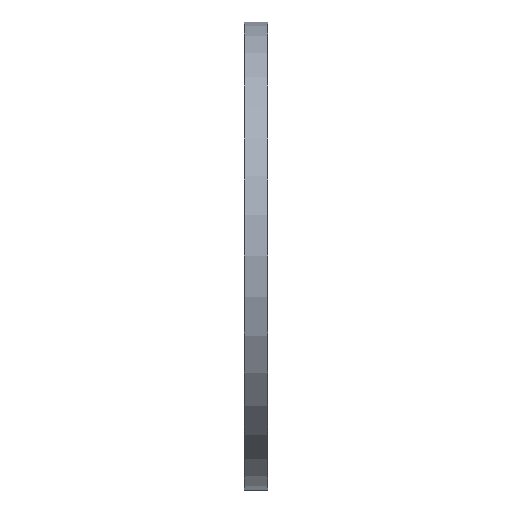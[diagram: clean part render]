
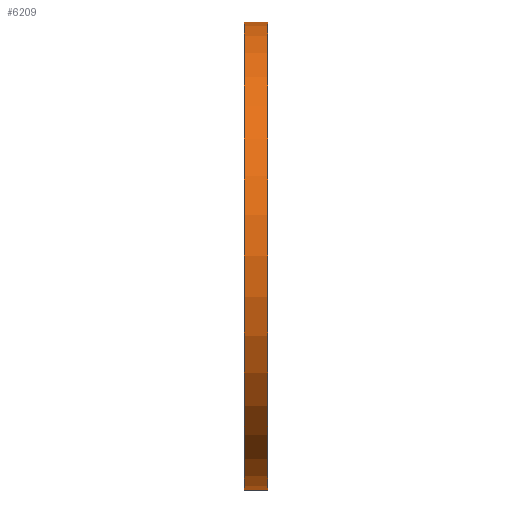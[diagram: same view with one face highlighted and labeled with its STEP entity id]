
A CAD part, left-side view. The second image highlights one B-rep face of the part: STEP entity #6209.
In plain terms, the highlighted cylindrical face has radius 60 mm (diameter 120 mm), a partial arc.
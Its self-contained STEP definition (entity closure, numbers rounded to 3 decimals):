
#442 = EDGE_LOOP ( 'NONE', ( #6129, #518, #9326, #4930 ) ) ;
#446 = DIRECTION ( 'NONE',  ( 0., 0., -1. ) ) ;
#518 = ORIENTED_EDGE ( 'NONE', *, *, #3902, .F. ) ;
#595 = CARTESIAN_POINT ( 'NONE',  ( 0., 6., -60. ) ) ;
#866 = EDGE_CURVE ( 'NONE', #2368, #9690, #8792, .T. ) ;
#1421 = AXIS2_PLACEMENT_3D ( 'NONE', #2699, #8880, #1831 ) ;
#1534 = CARTESIAN_POINT ( 'NONE',  ( 0., 6., -60. ) ) ;
#1573 = CYLINDRICAL_SURFACE ( 'NONE', #10899, 60. ) ;
#1763 = VERTEX_POINT ( 'NONE', #8832 ) ;
#1831 = DIRECTION ( 'NONE',  ( 0., 0., 1. ) ) ;
#1874 = CARTESIAN_POINT ( 'NONE',  ( 0., 0., 60. ) ) ;
#2368 = VERTEX_POINT ( 'NONE', #4712 ) ;
#2699 = CARTESIAN_POINT ( 'NONE',  ( 0., 0., 0. ) ) ;
#3264 = DIRECTION ( 'NONE',  ( 0., -1., 0. ) ) ;
#3902 = EDGE_CURVE ( 'NONE', #7136, #1763, #9775, .T. ) ;
#3920 = CARTESIAN_POINT ( 'NONE',  ( 0., 6., 0. ) ) ;
#4712 = CARTESIAN_POINT ( 'NONE',  ( 0., 0., -60. ) ) ;
#4791 = DIRECTION ( 'NONE',  ( 0., 1., 0. ) ) ;
#4930 = ORIENTED_EDGE ( 'NONE', *, *, #866, .T. ) ;
#6129 = ORIENTED_EDGE ( 'NONE', *, *, #7902, .F. ) ;
#6209 = ADVANCED_FACE ( 'NONE', ( #7707 ), #1573, .T. ) ;
#6303 = DIRECTION ( 'NONE',  ( 0., -1., 0. ) ) ;
#6562 = LINE ( 'NONE', #1534, #7935 ) ;
#7136 = VERTEX_POINT ( 'NONE', #595 ) ;
#7707 = FACE_OUTER_BOUND ( 'NONE', #442, .T. ) ;
#7902 = EDGE_CURVE ( 'NONE', #1763, #9690, #10667, .T. ) ;
#7935 = VECTOR ( 'NONE', #3264, 1000. ) ;
#8792 = CIRCLE ( 'NONE', #1421, 60. ) ;
#8832 = CARTESIAN_POINT ( 'NONE',  ( 0., 6., 60. ) ) ;
#8855 = EDGE_CURVE ( 'NONE', #7136, #2368, #6562, .T. ) ;
#8880 = DIRECTION ( 'NONE',  ( 0., 1., 0. ) ) ;
#9110 = CARTESIAN_POINT ( 'NONE',  ( 0., 6., 0. ) ) ;
#9326 = ORIENTED_EDGE ( 'NONE', *, *, #8855, .T. ) ;
#9690 = VERTEX_POINT ( 'NONE', #1874 ) ;
#9773 = CARTESIAN_POINT ( 'NONE',  ( 0., 6., 60. ) ) ;
#9775 = CIRCLE ( 'NONE', #10753, 60. ) ;
#10667 = LINE ( 'NONE', #9773, #10931 ) ;
#10753 = AXIS2_PLACEMENT_3D ( 'NONE', #3920, #4791, #10856 ) ;
#10856 = DIRECTION ( 'NONE',  ( 0., 0., 1. ) ) ;
#10899 = AXIS2_PLACEMENT_3D ( 'NONE', #9110, #10909, #446 ) ;
#10909 = DIRECTION ( 'NONE',  ( 0., -1., 0. ) ) ;
#10931 = VECTOR ( 'NONE', #6303, 1000. ) ;
